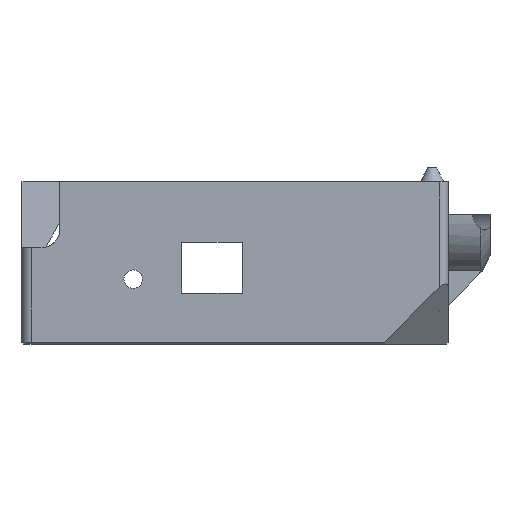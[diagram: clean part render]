
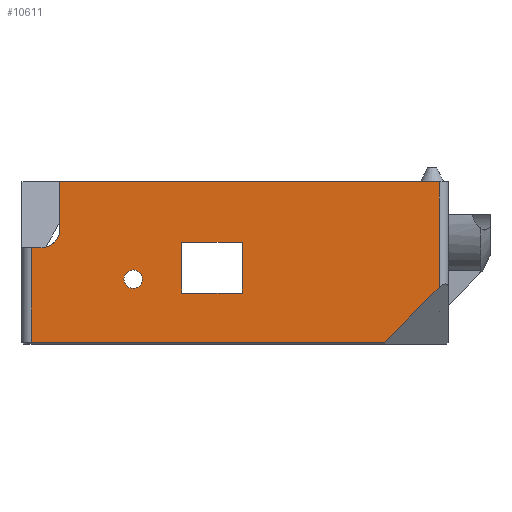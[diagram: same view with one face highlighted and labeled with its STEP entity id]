
A CAD part, left-side view. The second image highlights one B-rep face of the part: STEP entity #10611.
In plain terms, the highlighted planar face has unit normal (-1, 0, 0).
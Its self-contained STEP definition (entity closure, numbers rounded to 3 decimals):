
#164=FACE_BOUND('',#3717,.T.);
#165=FACE_BOUND('',#3718,.T.);
#228=LINE('',#14540,#1601);
#609=LINE('',#15518,#1982);
#650=LINE('',#15632,#2023);
#651=LINE('',#15636,#2024);
#652=LINE('',#15639,#2025);
#653=LINE('',#15641,#2026);
#654=LINE('',#15644,#2027);
#655=LINE('',#15647,#2028);
#656=LINE('',#15649,#2029);
#657=LINE('',#15651,#2030);
#658=LINE('',#15652,#2031);
#1601=VECTOR('',#11782,10.);
#1982=VECTOR('',#12465,10.);
#2023=VECTOR('',#12556,10.);
#2024=VECTOR('',#12561,10.);
#2025=VECTOR('',#12566,10.);
#2026=VECTOR('',#12567,10.);
#2027=VECTOR('',#12570,10.);
#2028=VECTOR('',#12571,10.);
#2029=VECTOR('',#12572,10.);
#2030=VECTOR('',#12573,10.);
#2031=VECTOR('',#12574,10.);
#3116=FACE_OUTER_BOUND('',#3716,.T.);
#3716=EDGE_LOOP('',(#7678,#7679,#7680,#7681,#7682,#7683,#7684,#7685));
#3717=EDGE_LOOP('',(#7686,#7687,#7688,#7689));
#3718=EDGE_LOOP('',(#7690));
#4298=CIRCLE('',#11252,4.1);
#4299=CIRCLE('',#11253,2.);
#4362=VERTEX_POINT('',#14537);
#4363=VERTEX_POINT('',#14539);
#4773=VERTEX_POINT('',#15515);
#4774=VERTEX_POINT('',#15517);
#4794=VERTEX_POINT('',#15631);
#4795=VERTEX_POINT('',#15635);
#4796=VERTEX_POINT('',#15640);
#4797=VERTEX_POINT('',#15642);
#4798=VERTEX_POINT('',#15645);
#4799=VERTEX_POINT('',#15646);
#4800=VERTEX_POINT('',#15648);
#4801=VERTEX_POINT('',#15650);
#4802=VERTEX_POINT('',#15653);
#5389=EDGE_CURVE('',#4363,#4362,#228,.T.);
#5862=EDGE_CURVE('',#4773,#4774,#609,.T.);
#5908=EDGE_CURVE('',#4363,#4794,#650,.T.);
#5910=EDGE_CURVE('',#4774,#4795,#651,.T.);
#5912=EDGE_CURVE('',#4794,#4773,#652,.T.);
#5913=EDGE_CURVE('',#4796,#4362,#653,.T.);
#5914=EDGE_CURVE('',#4797,#4796,#4298,.T.);
#5915=EDGE_CURVE('',#4795,#4797,#654,.T.);
#5916=EDGE_CURVE('',#4798,#4799,#655,.T.);
#5917=EDGE_CURVE('',#4800,#4798,#656,.T.);
#5918=EDGE_CURVE('',#4801,#4800,#657,.T.);
#5919=EDGE_CURVE('',#4799,#4801,#658,.T.);
#5920=EDGE_CURVE('',#4802,#4802,#4299,.T.);
#7678=ORIENTED_EDGE('',*,*,#5862,.F.);
#7679=ORIENTED_EDGE('',*,*,#5912,.F.);
#7680=ORIENTED_EDGE('',*,*,#5908,.F.);
#7681=ORIENTED_EDGE('',*,*,#5389,.T.);
#7682=ORIENTED_EDGE('',*,*,#5913,.F.);
#7683=ORIENTED_EDGE('',*,*,#5914,.F.);
#7684=ORIENTED_EDGE('',*,*,#5915,.F.);
#7685=ORIENTED_EDGE('',*,*,#5910,.F.);
#7686=ORIENTED_EDGE('',*,*,#5916,.F.);
#7687=ORIENTED_EDGE('',*,*,#5917,.F.);
#7688=ORIENTED_EDGE('',*,*,#5918,.F.);
#7689=ORIENTED_EDGE('',*,*,#5919,.F.);
#7690=ORIENTED_EDGE('',*,*,#5920,.F.);
#10120=PLANE('',#11251);
#10611=ADVANCED_FACE('',(#3116,#164,#165),#10120,.F.);
#11251=AXIS2_PLACEMENT_3D('',#15638,#12564,#12565);
#11252=AXIS2_PLACEMENT_3D('',#15643,#12568,#12569);
#11253=AXIS2_PLACEMENT_3D('',#15654,#12575,#12576);
#11782=DIRECTION('',(0.,1.,0.));
#12465=DIRECTION('',(0.,1.,0.));
#12556=DIRECTION('',(0.,0.,-1.));
#12561=DIRECTION('',(0.,0.,1.));
#12564=DIRECTION('center_axis',(1.,0.,0.));
#12565=DIRECTION('ref_axis',(0.,1.,0.));
#12566=DIRECTION('',(0.,0.707,-0.707));
#12567=DIRECTION('',(0.,0.,1.));
#12568=DIRECTION('center_axis',(-1.,0.,0.));
#12569=DIRECTION('ref_axis',(0.,1.,0.));
#12570=DIRECTION('',(0.,-1.,0.));
#12571=DIRECTION('',(0.,0.,-1.));
#12572=DIRECTION('',(0.,1.,0.));
#12573=DIRECTION('',(0.,0.,1.));
#12574=DIRECTION('',(0.,-1.,0.));
#12575=DIRECTION('center_axis',(-1.,0.,0.));
#12576=DIRECTION('ref_axis',(0.,1.,0.));
#14537=CARTESIAN_POINT('',(0.,-8.2,35.));
#14539=CARTESIAN_POINT('',(0.,-90.,35.));
#14540=CARTESIAN_POINT('',(0.,-92.,35.));
#15515=CARTESIAN_POINT('',(0.,-78.258,0.4));
#15517=CARTESIAN_POINT('',(0.,-2.,0.4));
#15518=CARTESIAN_POINT('',(0.,-67.5,0.4));
#15631=CARTESIAN_POINT('',(0.,-90.,12.142));
#15632=CARTESIAN_POINT('',(0.,-90.,1.));
#15635=CARTESIAN_POINT('',(0.,-2.,20.8));
#15636=CARTESIAN_POINT('',(0.,-2.,0.));
#15638=CARTESIAN_POINT('Origin',(0.,-92.,0.));
#15639=CARTESIAN_POINT('',(0.,-79.304,1.446));
#15640=CARTESIAN_POINT('',(0.,-8.2,24.9));
#15641=CARTESIAN_POINT('',(0.,-8.2,12.45));
#15642=CARTESIAN_POINT('',(0.,-4.1,20.8));
#15643=CARTESIAN_POINT('Origin',(0.,-4.1,24.9));
#15644=CARTESIAN_POINT('',(0.,-46.,20.8));
#15645=CARTESIAN_POINT('',(0.,-34.5,22.));
#15646=CARTESIAN_POINT('',(0.,-34.5,11.));
#15647=CARTESIAN_POINT('',(0.,-34.5,11.));
#15648=CARTESIAN_POINT('',(0.,-47.5,22.));
#15649=CARTESIAN_POINT('',(0.,-66.25,22.));
#15650=CARTESIAN_POINT('',(0.,-47.5,11.));
#15651=CARTESIAN_POINT('',(0.,-47.5,5.5));
#15652=CARTESIAN_POINT('',(0.,-59.75,11.));
#15653=CARTESIAN_POINT('',(0.,-26.,14.));
#15654=CARTESIAN_POINT('Origin',(0.,-24.,14.));
